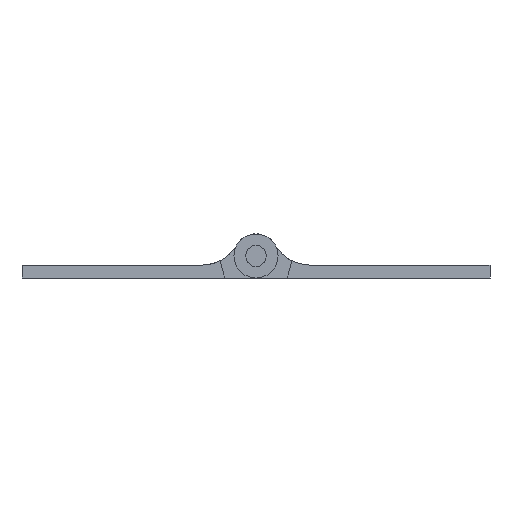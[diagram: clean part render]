
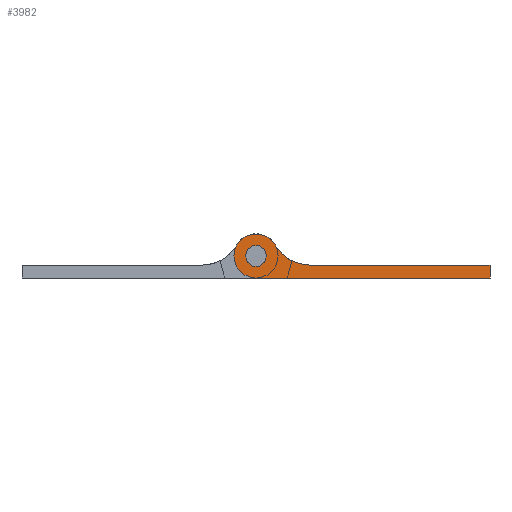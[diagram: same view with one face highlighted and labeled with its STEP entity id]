
A CAD part, front view. The second image highlights one B-rep face of the part: STEP entity #3982.
In plain terms, the highlighted face is planar.
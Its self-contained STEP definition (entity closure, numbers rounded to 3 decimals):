
#116 = CARTESIAN_POINT ( 'NONE',  ( -2.4, 0., 914.4 ) ) ;
#512 = ORIENTED_EDGE ( 'NONE', *, *, #19406, .T. ) ;
#1180 = ORIENTED_EDGE ( 'NONE', *, *, #28514, .F. ) ;
#2001 = EDGE_LOOP ( 'NONE', ( #28933, #24549, #512, #31618, #26525, #10510 ) ) ;
#2554 = DIRECTION ( 'NONE',  ( 0., 0., 1. ) ) ;
#2688 = DIRECTION ( 'NONE',  ( 1., 0., 0. ) ) ;
#3195 = CIRCLE ( 'NONE', #26141, 2.4 ) ;
#3982 = ADVANCED_FACE ( 'NONE', ( #33542, #7573 ), #14745, .T. ) ;
#4019 = LINE ( 'NONE', #25925, #32598 ) ;
#4245 = CIRCLE ( 'NONE', #26178, 1.15 ) ;
#5363 = CARTESIAN_POINT ( 'NONE',  ( 0., 0., 914.4 ) ) ;
#5743 = DIRECTION ( 'NONE',  ( 1., 0., 0. ) ) ;
#5995 = EDGE_LOOP ( 'NONE', ( #34497, #1180 ) ) ;
#7218 = VECTOR ( 'NONE', #10387, 1000. ) ;
#7573 = FACE_BOUND ( 'NONE', #5995, .T. ) ;
#8177 = DIRECTION ( 'NONE',  ( 0., 0., 1. ) ) ;
#8233 = CARTESIAN_POINT ( 'NONE',  ( 0., -2.4, 914.4 ) ) ;
#8341 = VERTEX_POINT ( 'NONE', #8502 ) ;
#8502 = CARTESIAN_POINT ( 'NONE',  ( 2.078, 1.2, 914.4 ) ) ;
#8738 = AXIS2_PLACEMENT_3D ( 'NONE', #9887, #12713, #32363 ) ;
#8989 = CARTESIAN_POINT ( 'NONE',  ( 5.889, 3.4, 914.4 ) ) ;
#9085 = CARTESIAN_POINT ( 'NONE',  ( 25.4, -1., 914.4 ) ) ;
#9887 = CARTESIAN_POINT ( 'NONE',  ( 0., 0., 914.4 ) ) ;
#10387 = DIRECTION ( 'NONE',  ( 0., 1., 0. ) ) ;
#10510 = ORIENTED_EDGE ( 'NONE', *, *, #35823, .T. ) ;
#11663 = VERTEX_POINT ( 'NONE', #16495 ) ;
#12684 = EDGE_CURVE ( 'NONE', #24060, #22817, #4245, .T. ) ;
#12713 = DIRECTION ( 'NONE',  ( 0., 0., 1. ) ) ;
#14054 = DIRECTION ( 'NONE',  ( 0., 0., 1. ) ) ;
#14480 = CARTESIAN_POINT ( 'NONE',  ( -1.15, 0., 914.4 ) ) ;
#14745 = PLANE ( 'NONE',  #21749 ) ;
#15126 = VERTEX_POINT ( 'NONE', #9085 ) ;
#15259 = CIRCLE ( 'NONE', #35905, 2.4 ) ;
#15283 = CARTESIAN_POINT ( 'NONE',  ( 25.4, -2.4, 914.4 ) ) ;
#15692 = CIRCLE ( 'NONE', #29010, 4.4 ) ;
#16024 = VECTOR ( 'NONE', #2688, 1000. ) ;
#16073 = EDGE_CURVE ( 'NONE', #8341, #35213, #15259, .T. ) ;
#16468 = DIRECTION ( 'NONE',  ( 1., 0., 0. ) ) ;
#16495 = CARTESIAN_POINT ( 'NONE',  ( 0., -2.4, 914.4 ) ) ;
#17401 = DIRECTION ( 'NONE',  ( 0., 0., -1. ) ) ;
#17730 = EDGE_CURVE ( 'NONE', #11663, #24951, #20846, .T. ) ;
#19406 = EDGE_CURVE ( 'NONE', #35213, #11663, #3195, .T. ) ;
#20645 = DIRECTION ( 'NONE',  ( 1., 0., 0. ) ) ;
#20846 = LINE ( 'NONE', #8233, #16024 ) ;
#21072 = DIRECTION ( 'NONE',  ( -1., 0., 0. ) ) ;
#21749 = AXIS2_PLACEMENT_3D ( 'NONE', #8989, #26076, #20645 ) ;
#22148 = DIRECTION ( 'NONE',  ( 1., 0., 0. ) ) ;
#22284 = CARTESIAN_POINT ( 'NONE',  ( 0., 0., 914.4 ) ) ;
#22601 = EDGE_CURVE ( 'NONE', #24951, #15126, #26150, .T. ) ;
#22817 = VERTEX_POINT ( 'NONE', #33347 ) ;
#24060 = VERTEX_POINT ( 'NONE', #14480 ) ;
#24549 = ORIENTED_EDGE ( 'NONE', *, *, #16073, .T. ) ;
#24570 = CIRCLE ( 'NONE', #8738, 1.15 ) ;
#24951 = VERTEX_POINT ( 'NONE', #30225 ) ;
#25925 = CARTESIAN_POINT ( 'NONE',  ( 25.4, -1., 914.4 ) ) ;
#26076 = DIRECTION ( 'NONE',  ( 0., 0., 1. ) ) ;
#26141 = AXIS2_PLACEMENT_3D ( 'NONE', #33400, #2554, #16468 ) ;
#26150 = LINE ( 'NONE', #15283, #7218 ) ;
#26178 = AXIS2_PLACEMENT_3D ( 'NONE', #5363, #8177, #30285 ) ;
#26525 = ORIENTED_EDGE ( 'NONE', *, *, #22601, .T. ) ;
#28514 = EDGE_CURVE ( 'NONE', #22817, #24060, #24570, .T. ) ;
#28933 = ORIENTED_EDGE ( 'NONE', *, *, #29921, .T. ) ;
#29010 = AXIS2_PLACEMENT_3D ( 'NONE', #33999, #17401, #5743 ) ;
#29921 = EDGE_CURVE ( 'NONE', #32416, #8341, #15692, .T. ) ;
#30225 = CARTESIAN_POINT ( 'NONE',  ( 25.4, -2.4, 914.4 ) ) ;
#30285 = DIRECTION ( 'NONE',  ( 1., 0., 0. ) ) ;
#30879 = CARTESIAN_POINT ( 'NONE',  ( 5.889, -1., 914.4 ) ) ;
#31618 = ORIENTED_EDGE ( 'NONE', *, *, #17730, .T. ) ;
#32363 = DIRECTION ( 'NONE',  ( 1., 0., 0. ) ) ;
#32416 = VERTEX_POINT ( 'NONE', #30879 ) ;
#32598 = VECTOR ( 'NONE', #21072, 1000. ) ;
#33347 = CARTESIAN_POINT ( 'NONE',  ( 1.15, 0., 914.4 ) ) ;
#33400 = CARTESIAN_POINT ( 'NONE',  ( 0., 0., 914.4 ) ) ;
#33542 = FACE_OUTER_BOUND ( 'NONE', #2001, .T. ) ;
#33999 = CARTESIAN_POINT ( 'NONE',  ( 5.889, 3.4, 914.4 ) ) ;
#34497 = ORIENTED_EDGE ( 'NONE', *, *, #12684, .F. ) ;
#35213 = VERTEX_POINT ( 'NONE', #116 ) ;
#35823 = EDGE_CURVE ( 'NONE', #15126, #32416, #4019, .T. ) ;
#35905 = AXIS2_PLACEMENT_3D ( 'NONE', #22284, #14054, #22148 ) ;
